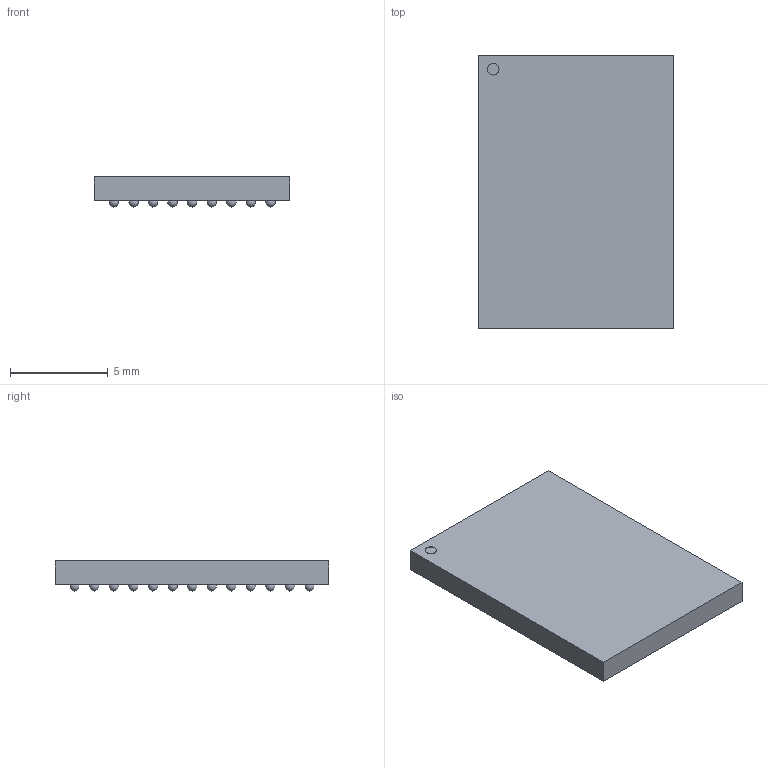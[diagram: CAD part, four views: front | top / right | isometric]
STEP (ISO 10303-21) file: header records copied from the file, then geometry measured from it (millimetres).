
FILE_DESCRIPTION( ( '' ), ' ' );
FILE_NAME( '5b5a149675f0aa0ecf27f680.step', '2018-07-26T18:36:06', ( '' ), ( '' ), ' ', ' ', ' ' );
FILE_SCHEMA( ( 'AUTOMOTIVE_DESIGN { 1 0 10303 214 1 1 1 1 }' ) );
Length unit declared in the file: metre
Products named in the file (119): Open CASCADE STEP translator 6.8 3; Open CASCADE STEP translator 6.8 2; Open CASCADE STEP translator 6.8 1
Bounding box: 10 x 14 x 1.54 mm (x, y, z)
Volume: 174.3 mm3; surface area: 429.4 mm2
Topology: 119 solids, 119 shells, 130 faces, 375 edges, 250 vertices
Faces by surface type: sphere 117, plane 12, cylinder 1
Full cylindrical faces by diameter (mm): 0.586 x1
Entity records: 4772 total; most frequent: DIRECTION 523, CARTESIAN_POINT 522, AXIS2_PLACEMENT_3D 251, VERTEX_POINT 250, FACE_BOUND 235, VERTEX_LOOP 234, STYLED_ITEM 153, PRESENTATION_STYLE_ASSIGNMENT 153
